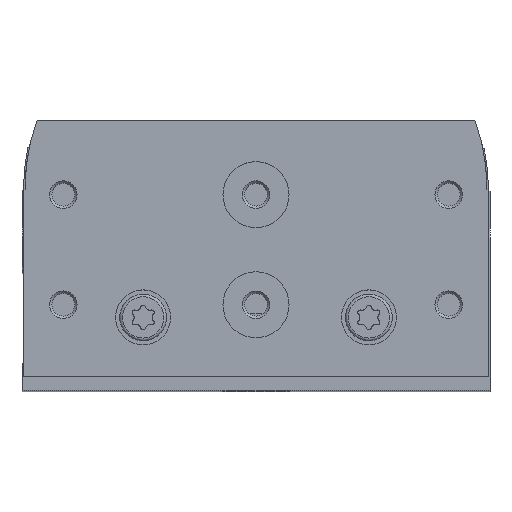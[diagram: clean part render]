
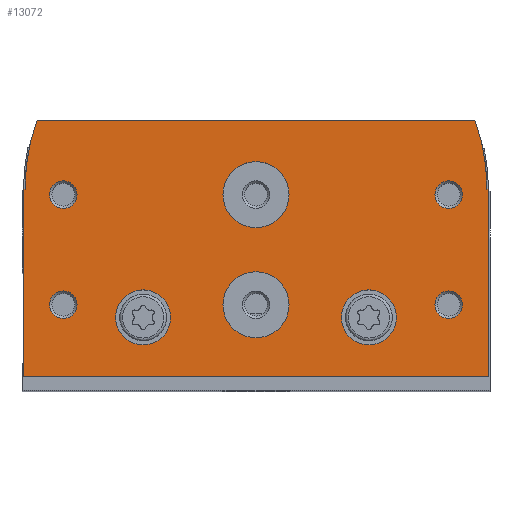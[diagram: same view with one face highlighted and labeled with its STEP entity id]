
A CAD part, top view. The second image highlights one B-rep face of the part: STEP entity #13072.
In plain terms, the highlighted planar face has unit normal (0, 0, 1).
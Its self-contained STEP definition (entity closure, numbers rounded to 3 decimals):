
#536=LINE('',#20280,#1316);
#541=LINE('',#20290,#1321);
#548=LINE('',#20307,#1328);
#554=LINE('',#20319,#1334);
#562=LINE('',#20340,#1342);
#563=LINE('',#20388,#1343);
#1316=VECTOR('',#16517,1000.);
#1321=VECTOR('',#16524,1000.);
#1328=VECTOR('',#16539,1000.);
#1334=VECTOR('',#16549,1000.);
#1342=VECTOR('',#16571,1000.);
#1343=VECTOR('',#16620,1000.);
#1822=PLANE('',#14105);
#3322=ORIENTED_EDGE('',*,*,#5855,.F.);
#3323=ORIENTED_EDGE('',*,*,#5856,.F.);
#3324=ORIENTED_EDGE('',*,*,#5857,.T.);
#3325=ORIENTED_EDGE('',*,*,#5858,.T.);
#3326=ORIENTED_EDGE('',*,*,#5859,.T.);
#3327=ORIENTED_EDGE('',*,*,#5860,.T.);
#3328=ORIENTED_EDGE('',*,*,#5861,.T.);
#3329=ORIENTED_EDGE('',*,*,#5862,.T.);
#3330=ORIENTED_EDGE('',*,*,#5818,.T.);
#3331=ORIENTED_EDGE('',*,*,#5812,.T.);
#3332=ORIENTED_EDGE('',*,*,#5830,.T.);
#3333=ORIENTED_EDGE('',*,*,#5798,.T.);
#3334=ORIENTED_EDGE('',*,*,#5803,.T.);
#3335=ORIENTED_EDGE('',*,*,#5807,.T.);
#3336=ORIENTED_EDGE('',*,*,#5854,.T.);
#3337=ORIENTED_EDGE('',*,*,#5824,.T.);
#5798=EDGE_CURVE('',#7194,#7193,#536,.T.);
#5803=EDGE_CURVE('',#7193,#7197,#541,.T.);
#5807=EDGE_CURVE('',#7197,#7199,#8066,.T.);
#5812=EDGE_CURVE('',#7201,#7203,#548,.T.);
#5818=EDGE_CURVE('',#7207,#7201,#554,.T.);
#5824=EDGE_CURVE('',#7212,#7207,#8068,.T.);
#5830=EDGE_CURVE('',#7203,#7194,#562,.T.);
#5854=EDGE_CURVE('',#7199,#7212,#563,.T.);
#5855=EDGE_CURVE('',#7237,#7237,#8094,.T.);
#5856=EDGE_CURVE('',#7238,#7238,#8095,.T.);
#5857=EDGE_CURVE('',#7239,#7239,#8096,.T.);
#5858=EDGE_CURVE('',#7240,#7240,#8097,.T.);
#5859=EDGE_CURVE('',#7241,#7241,#8098,.T.);
#5860=EDGE_CURVE('',#7242,#7242,#8099,.T.);
#5861=EDGE_CURVE('',#7243,#7243,#8100,.T.);
#5862=EDGE_CURVE('',#7244,#7244,#8101,.T.);
#7193=VERTEX_POINT('',#20279);
#7194=VERTEX_POINT('',#20281);
#7197=VERTEX_POINT('',#20289);
#7199=VERTEX_POINT('',#20296);
#7201=VERTEX_POINT('',#20301);
#7203=VERTEX_POINT('',#20306);
#7207=VERTEX_POINT('',#20317);
#7212=VERTEX_POINT('',#20332);
#7237=VERTEX_POINT('',#20391);
#7238=VERTEX_POINT('',#20393);
#7239=VERTEX_POINT('',#20395);
#7240=VERTEX_POINT('',#20397);
#7241=VERTEX_POINT('',#20399);
#7242=VERTEX_POINT('',#20401);
#7243=VERTEX_POINT('',#20403);
#7244=VERTEX_POINT('',#20405);
#8066=CIRCLE('',#14070,37.);
#8068=CIRCLE('',#14077,37.);
#8094=CIRCLE('',#14106,5.);
#8095=CIRCLE('',#14107,5.);
#8096=CIRCLE('',#14108,6.);
#8097=CIRCLE('',#14109,6.);
#8098=CIRCLE('',#14110,2.5);
#8099=CIRCLE('',#14111,2.5);
#8100=CIRCLE('',#14112,2.5);
#8101=CIRCLE('',#14113,2.5);
#8957=EDGE_LOOP('',(#3322));
#8958=EDGE_LOOP('',(#3323));
#8959=EDGE_LOOP('',(#3324));
#8960=EDGE_LOOP('',(#3325));
#8961=EDGE_LOOP('',(#3326));
#8962=EDGE_LOOP('',(#3327));
#8963=EDGE_LOOP('',(#3328));
#8964=EDGE_LOOP('',(#3329));
#8965=EDGE_LOOP('',(#3330,#3331,#3332,#3333,#3334,#3335,#3336,#3337));
#9943=FACE_BOUND('',#8957,.T.);
#9944=FACE_BOUND('',#8958,.T.);
#9945=FACE_BOUND('',#8959,.T.);
#9946=FACE_BOUND('',#8960,.T.);
#9947=FACE_BOUND('',#8961,.T.);
#9948=FACE_BOUND('',#8962,.T.);
#9949=FACE_BOUND('',#8963,.T.);
#9950=FACE_BOUND('',#8964,.T.);
#9951=FACE_BOUND('',#8965,.T.);
#13072=ADVANCED_FACE('',(#9943,#9944,#9945,#9946,#9947,#9948,#9949,#9950,
#9951),#1822,.T.);
#14070=AXIS2_PLACEMENT_3D('',#20297,#16531,#16532);
#14077=AXIS2_PLACEMENT_3D('',#20331,#16560,#16561);
#14105=AXIS2_PLACEMENT_3D('',#20389,#16621,#16622);
#14106=AXIS2_PLACEMENT_3D('',#20390,#16623,#16624);
#14107=AXIS2_PLACEMENT_3D('',#20392,#16625,#16626);
#14108=AXIS2_PLACEMENT_3D('',#20394,#16627,#16628);
#14109=AXIS2_PLACEMENT_3D('',#20396,#16629,#16630);
#14110=AXIS2_PLACEMENT_3D('',#20398,#16631,#16632);
#14111=AXIS2_PLACEMENT_3D('',#20400,#16633,#16634);
#14112=AXIS2_PLACEMENT_3D('',#20402,#16635,#16636);
#14113=AXIS2_PLACEMENT_3D('',#20404,#16637,#16638);
#16517=DIRECTION('',(0.,1.,0.));
#16524=DIRECTION('',(-0.866,0.5,0.));
#16531=DIRECTION('',(0.,0.,1.));
#16532=DIRECTION('',(1.,0.,0.));
#16539=DIRECTION('',(0.,-1.,0.));
#16549=DIRECTION('',(-0.866,-0.5,0.));
#16560=DIRECTION('',(0.,0.,1.));
#16561=DIRECTION('',(1.,0.,0.));
#16571=DIRECTION('',(1.,0.,0.));
#16620=DIRECTION('',(-1.,0.,0.));
#16621=DIRECTION('',(0.,0.,1.));
#16622=DIRECTION('',(1.,0.,0.));
#16623=DIRECTION('',(0.,0.,1.));
#16624=DIRECTION('',(1.,0.,0.));
#16625=DIRECTION('',(0.,0.,1.));
#16626=DIRECTION('',(1.,0.,0.));
#16627=DIRECTION('',(0.,0.,-1.));
#16628=DIRECTION('',(-1.,0.,0.));
#16629=DIRECTION('',(0.,0.,-1.));
#16630=DIRECTION('',(-1.,0.,0.));
#16631=DIRECTION('',(0.,0.,-1.));
#16632=DIRECTION('',(-1.,0.,0.));
#16633=DIRECTION('',(0.,0.,-1.));
#16634=DIRECTION('',(-1.,0.,0.));
#16635=DIRECTION('',(0.,0.,-1.));
#16636=DIRECTION('',(-1.,0.,0.));
#16637=DIRECTION('',(0.,0.,-1.));
#16638=DIRECTION('',(-1.,0.,0.));
#20279=CARTESIAN_POINT('',(42.25,33.827,0.));
#20280=CARTESIAN_POINT('',(42.25,0.,0.));
#20281=CARTESIAN_POINT('',(42.25,0.,0.));
#20289=CARTESIAN_POINT('',(41.95,34.,0.));
#20290=CARTESIAN_POINT('',(42.25,33.827,0.));
#20296=CARTESIAN_POINT('',(39.775,46.5,0.));
#20297=CARTESIAN_POINT('',(4.95,34.,0.));
#20301=CARTESIAN_POINT('',(-42.25,33.827,0.));
#20306=CARTESIAN_POINT('',(-42.25,0.,0.));
#20307=CARTESIAN_POINT('',(-42.25,33.827,0.));
#20317=CARTESIAN_POINT('',(-41.95,34.,0.));
#20319=CARTESIAN_POINT('',(-41.95,34.,0.));
#20331=CARTESIAN_POINT('',(-4.95,34.,0.));
#20332=CARTESIAN_POINT('',(-39.775,46.5,0.));
#20340=CARTESIAN_POINT('',(-42.25,0.,0.));
#20388=CARTESIAN_POINT('',(39.775,46.5,0.));
#20389=CARTESIAN_POINT('',(4.95,34.,0.));
#20390=CARTESIAN_POINT('',(-20.5,10.7,0.));
#20391=CARTESIAN_POINT('',(-15.5,10.7,0.));
#20392=CARTESIAN_POINT('',(20.5,10.7,0.));
#20393=CARTESIAN_POINT('',(25.5,10.7,0.));
#20394=CARTESIAN_POINT('',(0.,13.,0.));
#20395=CARTESIAN_POINT('',(-6.,13.,0.));
#20396=CARTESIAN_POINT('',(0.,33.,0.));
#20397=CARTESIAN_POINT('',(-6.,33.,0.));
#20398=CARTESIAN_POINT('',(35.,13.,0.));
#20399=CARTESIAN_POINT('',(32.5,13.,0.));
#20400=CARTESIAN_POINT('',(-35.,13.,0.));
#20401=CARTESIAN_POINT('',(-37.5,13.,0.));
#20402=CARTESIAN_POINT('',(-35.,33.,0.));
#20403=CARTESIAN_POINT('',(-37.5,33.,0.));
#20404=CARTESIAN_POINT('',(35.,33.,0.));
#20405=CARTESIAN_POINT('',(32.5,33.,0.));
